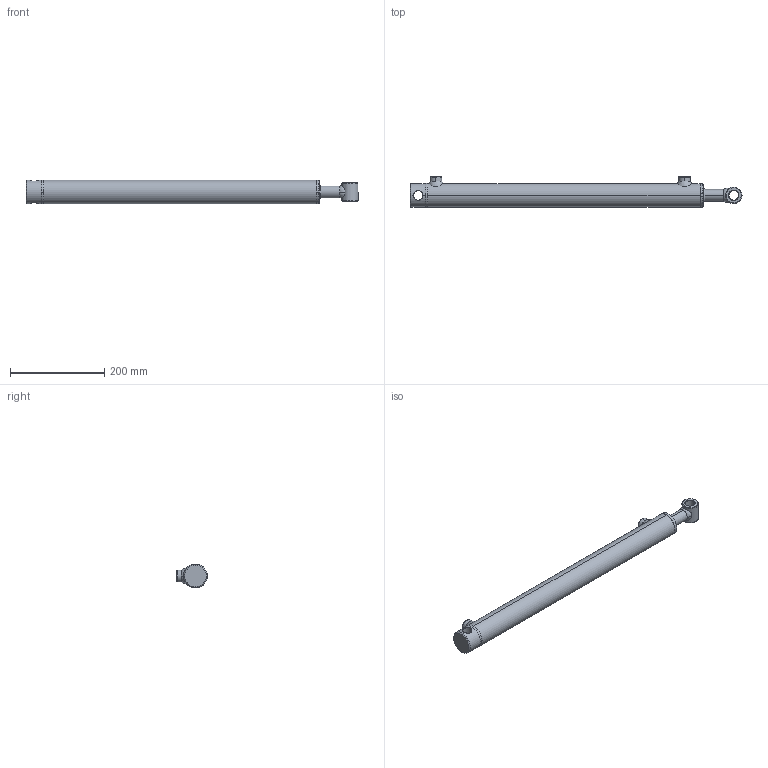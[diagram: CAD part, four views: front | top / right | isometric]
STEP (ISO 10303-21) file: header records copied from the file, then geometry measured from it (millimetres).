
FILE_DESCRIPTION (( 'STEP AP203' ), '1' );
FILE_NAME ('701.5.STEP', '2014-07-25T05:54:13', ( '' ), ( '' ), 'SwSTEP 2.0', 'SolidWorks 2013', '' );
FILE_SCHEMA (( 'CONFIG_CONTROL_DESIGN' ));
Length unit declared in the file: millimetre
Products named in the file (1): 701.5
Bounding box: 705 x 65 x 50.79 mm (x, y, z)
Surface area: 167210.9 mm2 (no closed solid volume)
Topology: 0 solids, 12 shells, 81 faces, 209 edges, 136 vertices
Faces by surface type: cylinder 29, cone 27, plane 13, torus 12
Entity records: 3430 total; most frequent: CARTESIAN_POINT 1363, DIRECTION 452, ORIENTED_EDGE 364, EDGE_CURVE 209, AXIS2_PLACEMENT_3D 193, VERTEX_POINT 136, CIRCLE 111, EDGE_LOOP 96
